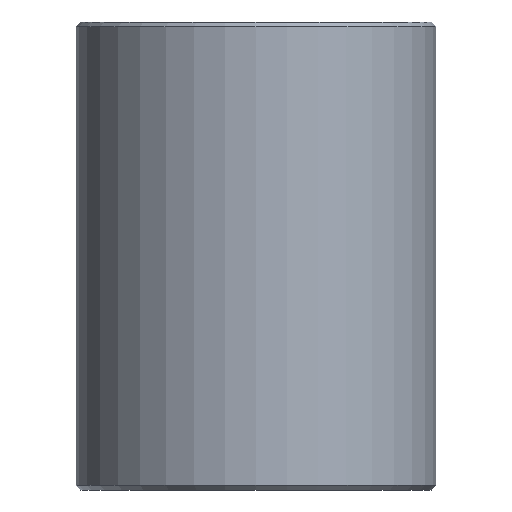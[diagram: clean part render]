
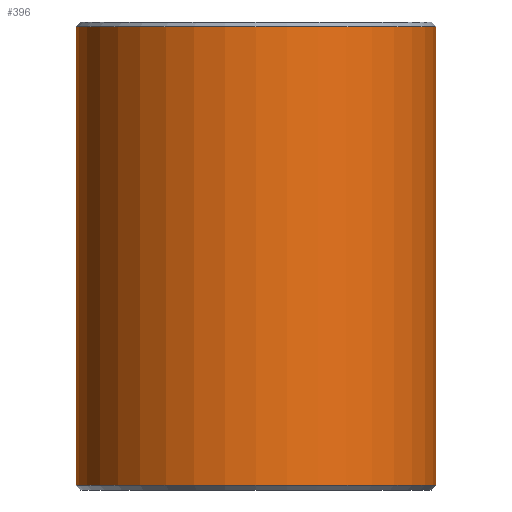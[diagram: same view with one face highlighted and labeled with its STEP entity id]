
A CAD part, front view. The second image highlights one B-rep face of the part: STEP entity #396.
In plain terms, the highlighted cylindrical face has radius 13.494 mm (diameter 26.987 mm), a partial arc.
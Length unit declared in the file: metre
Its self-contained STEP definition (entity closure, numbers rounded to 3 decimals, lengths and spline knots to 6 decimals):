
#6 = ORIENTED_EDGE ( 'NONE', *, *, #400, .F. ) ;
#18 = ORIENTED_EDGE ( 'NONE', *, *, #449, .T. ) ;
#44 = AXIS2_PLACEMENT_3D ( 'NONE', #431, #211, #133 ) ;
#47 = VERTEX_POINT ( 'NONE', #488 ) ;
#72 = DIRECTION ( 'NONE',  ( 0., 0., -1. ) ) ;
#76 = AXIS2_PLACEMENT_3D ( 'NONE', #401, #72, #447 ) ;
#89 = EDGE_CURVE ( 'NONE', #432, #138, #235, .T. ) ;
#91 = CYLINDRICAL_SURFACE ( 'NONE', #301, 0.013494 ) ;
#98 = DIRECTION ( 'NONE',  ( -1., 0., 0. ) ) ;
#133 = DIRECTION ( 'NONE',  ( -1., 0., 0. ) ) ;
#138 = VERTEX_POINT ( 'NONE', #241 ) ;
#144 = EDGE_LOOP ( 'NONE', ( #6, #18, #517, #402 ) ) ;
#164 = DIRECTION ( 'NONE',  ( 0., 0., -1. ) ) ;
#169 = VECTOR ( 'NONE', #164, 1. ) ;
#211 = DIRECTION ( 'NONE',  ( 0., 0., -1. ) ) ;
#235 = CIRCLE ( 'NONE', #76, 0.013494 ) ;
#241 = CARTESIAN_POINT ( 'NONE',  ( -0.013494, 0., -0.017197 ) ) ;
#256 = CARTESIAN_POINT ( 'NONE',  ( 0.013494, 0., -0.01755 ) ) ;
#277 = LINE ( 'NONE', #374, #169 ) ;
#285 = CIRCLE ( 'NONE', #44, 0.013494 ) ;
#301 = AXIS2_PLACEMENT_3D ( 'NONE', #463, #346, #98 ) ;
#312 = VECTOR ( 'NONE', #421, 1. ) ;
#336 = LINE ( 'NONE', #256, #312 ) ;
#343 = FACE_OUTER_BOUND ( 'NONE', #144, .T. ) ;
#346 = DIRECTION ( 'NONE',  ( 0., 0., -1. ) ) ;
#374 = CARTESIAN_POINT ( 'NONE',  ( -0.013494, 0., -0.01755 ) ) ;
#391 = VERTEX_POINT ( 'NONE', #510 ) ;
#396 = ADVANCED_FACE ( 'NONE', ( #343 ), #91, .T. ) ;
#400 = EDGE_CURVE ( 'NONE', #391, #432, #336, .T. ) ;
#401 = CARTESIAN_POINT ( 'NONE',  ( 0., 0., -0.017197 ) ) ;
#402 = ORIENTED_EDGE ( 'NONE', *, *, #89, .F. ) ;
#421 = DIRECTION ( 'NONE',  ( 0., 0., -1. ) ) ;
#431 = CARTESIAN_POINT ( 'NONE',  ( 0., 0., 0.017197 ) ) ;
#432 = VERTEX_POINT ( 'NONE', #477 ) ;
#447 = DIRECTION ( 'NONE',  ( -1., 0., 0. ) ) ;
#449 = EDGE_CURVE ( 'NONE', #391, #47, #285, .T. ) ;
#463 = CARTESIAN_POINT ( 'NONE',  ( 0., 0., -0.01755 ) ) ;
#477 = CARTESIAN_POINT ( 'NONE',  ( 0.013494, 0., -0.017197 ) ) ;
#488 = CARTESIAN_POINT ( 'NONE',  ( -0.013494, 0., 0.017197 ) ) ;
#510 = CARTESIAN_POINT ( 'NONE',  ( 0.013494, 0., 0.017197 ) ) ;
#517 = ORIENTED_EDGE ( 'NONE', *, *, #548, .T. ) ;
#548 = EDGE_CURVE ( 'NONE', #47, #138, #277, .T. ) ;
